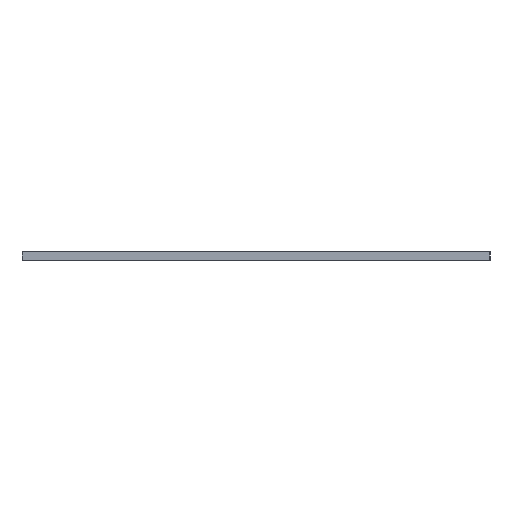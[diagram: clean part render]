
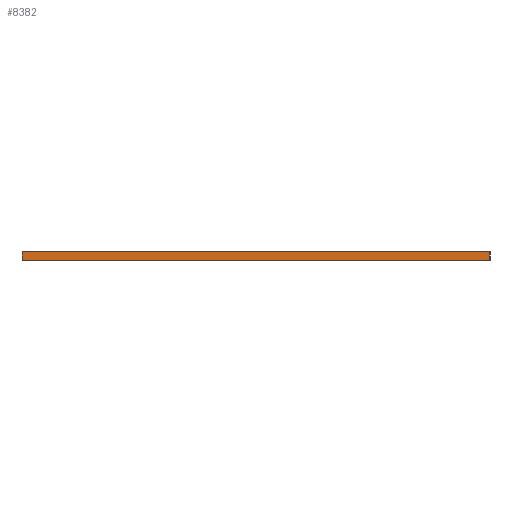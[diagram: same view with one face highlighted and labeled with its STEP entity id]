
A CAD part, left-side view. The second image highlights one B-rep face of the part: STEP entity #8382.
In plain terms, the highlighted planar face has unit normal (-1, 0, 0).
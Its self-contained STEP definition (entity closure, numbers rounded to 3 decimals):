
#8382=ADVANCED_FACE('',(#20061),#20063,.T.);
#20061=FACE_BOUND('',#20062,.T.);
#20062=EDGE_LOOP('',(#23970,#23971,#23972,#23973));
#20063=PLANE('',#20064);
#20064=AXIS2_PLACEMENT_3D('',#20065,#20066,#20067);
#20065=CARTESIAN_POINT('',(-400.,200.,0.));
#20066=DIRECTION('',(-1.,0.,0.));
#20067=DIRECTION('',(0.,-1.,0.));
#23970=ORIENTED_EDGE('',*,*,#23983,.T.);
#23971=ORIENTED_EDGE('',*,*,#25929,.T.);
#23972=ORIENTED_EDGE('',*,*,#24911,.F.);
#23973=ORIENTED_EDGE('',*,*,#25930,.F.);
#23983=EDGE_CURVE('',#25935,#25932,#25936,.T.);
#24911=EDGE_CURVE('',#27789,#27791,#27792,.T.);
#25929=EDGE_CURVE('',#25932,#27791,#29733,.T.);
#25930=EDGE_CURVE('',#25935,#27789,#29734,.T.);
#25932=VERTEX_POINT('',#29736);
#25935=VERTEX_POINT('',#29741);
#25936=LINE('',#29742,#29743);
#27789=VERTEX_POINT('',#34372);
#27791=VERTEX_POINT('',#34376);
#27792=LINE('',#34377,#34378);
#29733=LINE('',#39277,#39278);
#29734=LINE('',#39280,#39281);
#29736=CARTESIAN_POINT('',(-400.,-200.,0.));
#29741=CARTESIAN_POINT('',(-400.,200.,0.));
#29742=CARTESIAN_POINT('',(-400.,200.,0.));
#29743=VECTOR('',#29744,1.);
#29744=DIRECTION('',(0.,-1.,0.));
#34372=CARTESIAN_POINT('',(-400.,200.,7.));
#34376=CARTESIAN_POINT('',(-400.,-200.,7.));
#34377=CARTESIAN_POINT('',(-400.,200.,7.));
#34378=VECTOR('',#34379,1.);
#34379=DIRECTION('',(0.,-1.,0.));
#39277=CARTESIAN_POINT('',(-400.,-200.,0.));
#39278=VECTOR('',#39279,1.);
#39279=DIRECTION('',(0.,0.,1.));
#39280=CARTESIAN_POINT('',(-400.,200.,0.));
#39281=VECTOR('',#39282,1.);
#39282=DIRECTION('',(0.,0.,1.));
